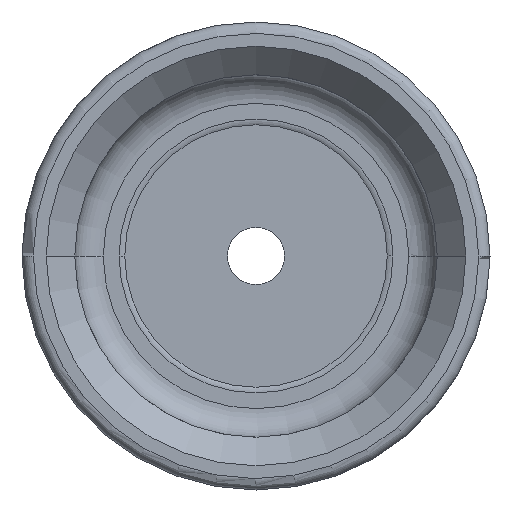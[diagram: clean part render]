
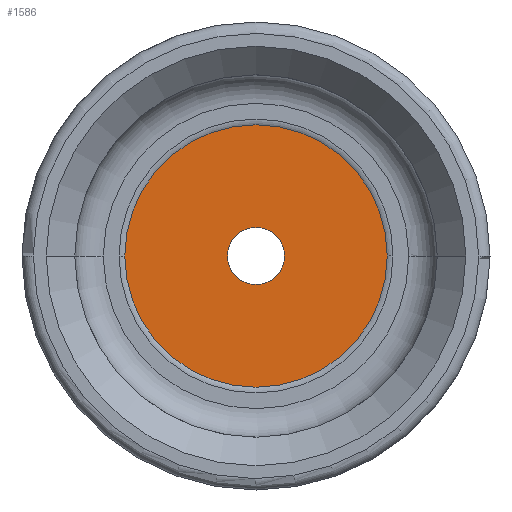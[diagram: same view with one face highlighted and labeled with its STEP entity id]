
A CAD part, front view. The second image highlights one B-rep face of the part: STEP entity #1586.
In plain terms, the highlighted planar face has unit normal (0, -1, 0).
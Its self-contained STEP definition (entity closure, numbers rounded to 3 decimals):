
#291=CARTESIAN_POINT('',(0.,4.9,0.));
#292=DIRECTION('',(0.,1.,0.));
#293=DIRECTION('',(1.,0.,0.));
#294=AXIS2_PLACEMENT_3D('',#291,#292,#293);
#296=CARTESIAN_POINT('',(0.,4.9,0.));
#297=DIRECTION('',(0.,1.,0.));
#298=DIRECTION('',(-1.,0.,0.));
#299=AXIS2_PLACEMENT_3D('',#296,#297,#298);
#301=CARTESIAN_POINT('',(0.,4.9,0.));
#302=DIRECTION('',(0.,-1.,0.));
#303=DIRECTION('',(1.,0.,0.));
#304=AXIS2_PLACEMENT_3D('',#301,#302,#303);
#306=CARTESIAN_POINT('',(0.,4.9,0.));
#307=DIRECTION('',(0.,-1.,0.));
#308=DIRECTION('',(-1.,0.,0.));
#309=AXIS2_PLACEMENT_3D('',#306,#307,#308);
#1211=CARTESIAN_POINT('',(0.5,4.9,0.));
#1212=CARTESIAN_POINT('',(-0.5,4.9,0.));
#1213=VERTEX_POINT('',#1211);
#1214=VERTEX_POINT('',#1212);
#1215=CARTESIAN_POINT('',(2.3,4.9,0.));
#1216=CARTESIAN_POINT('',(-2.3,4.9,0.));
#1217=VERTEX_POINT('',#1215);
#1218=VERTEX_POINT('',#1216);
#1571=CARTESIAN_POINT('',(0.,4.9,0.));
#1572=DIRECTION('',(0.,-1.,0.));
#1573=DIRECTION('',(1.,0.,0.));
#1574=AXIS2_PLACEMENT_3D('',#1571,#1572,#1573);
#1575=PLANE('',#1574);
#1576=ORIENTED_EDGE('',*,*,#1538,.F.);
#1577=ORIENTED_EDGE('',*,*,#1553,.F.);
#1578=EDGE_LOOP('',(#1576,#1577));
#1579=FACE_OUTER_BOUND('',#1578,.F.);
#1581=ORIENTED_EDGE('',*,*,#1580,.F.);
#1583=ORIENTED_EDGE('',*,*,#1582,.F.);
#1584=EDGE_LOOP('',(#1581,#1583));
#1585=FACE_BOUND('',#1584,.F.);
#1586=ADVANCED_FACE('',(#1579,#1585),#1575,.T.);
#295=CIRCLE('',#294,0.5);
#300=CIRCLE('',#299,0.5);
#305=CIRCLE('',#304,2.3);
#310=CIRCLE('',#309,2.3);
#1538=EDGE_CURVE('',#1217,#1218,#305,.T.);
#1553=EDGE_CURVE('',#1218,#1217,#310,.T.);
#1580=EDGE_CURVE('',#1213,#1214,#295,.T.);
#1582=EDGE_CURVE('',#1214,#1213,#300,.T.);
